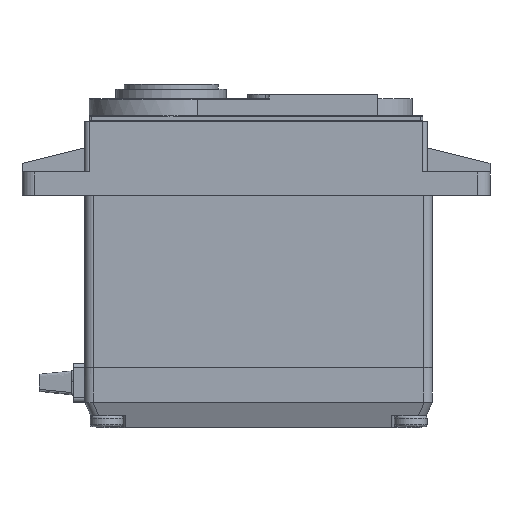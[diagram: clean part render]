
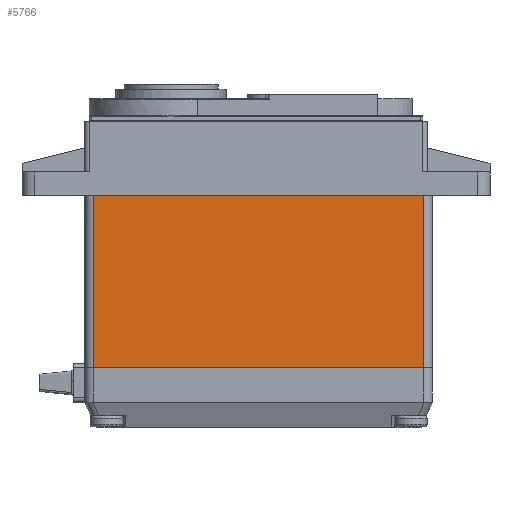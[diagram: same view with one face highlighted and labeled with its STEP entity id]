
A CAD part, front view. The second image highlights one B-rep face of the part: STEP entity #5766.
In plain terms, the highlighted planar face has unit normal (0, -1, 0).
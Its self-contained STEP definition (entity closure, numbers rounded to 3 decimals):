
#420 = DIRECTION ( 'NONE',  ( -1., 0., 0. ) ) ;
#613 = LINE ( 'NONE', #11927, #3297 ) ;
#632 = DIRECTION ( 'NONE',  ( 0., 0., 1. ) ) ;
#1028 = CARTESIAN_POINT ( 'NONE',  ( -18.85, -10., -11.22 ) ) ;
#1239 = LINE ( 'NONE', #2443, #12697 ) ;
#1368 = LINE ( 'NONE', #4456, #9713 ) ;
#1558 = DIRECTION ( 'NONE',  ( 0., 1., 0. ) ) ;
#2443 = CARTESIAN_POINT ( 'NONE',  ( 19.45, -10., -11.2 ) ) ;
#2611 = DIRECTION ( 'NONE',  ( 1., 0., 0. ) ) ;
#2692 = ORIENTED_EDGE ( 'NONE', *, *, #4671, .F. ) ;
#2711 = ORIENTED_EDGE ( 'NONE', *, *, #4536, .F. ) ;
#2859 = VECTOR ( 'NONE', #632, 1000. ) ;
#3297 = VECTOR ( 'NONE', #2611, 1000. ) ;
#3505 = DIRECTION ( 'NONE',  ( -1., 0., 0. ) ) ;
#4456 = CARTESIAN_POINT ( 'NONE',  ( 19.45, -10., -31.18 ) ) ;
#4536 = EDGE_CURVE ( 'NONE', #11831, #10670, #1368, .T. ) ;
#4671 = EDGE_CURVE ( 'NONE', #12075, #11856, #613, .T. ) ;
#5332 = DIRECTION ( 'NONE',  ( 0., 0., -1. ) ) ;
#5431 = EDGE_CURVE ( 'NONE', #10670, #12075, #5926, .T. ) ;
#5598 = CARTESIAN_POINT ( 'NONE',  ( -18.85, -10., -31.18 ) ) ;
#5766 = ADVANCED_FACE ( 'NONE', ( #6465 ), #12677, .F. ) ;
#5926 = LINE ( 'NONE', #9874, #2859 ) ;
#6465 = FACE_OUTER_BOUND ( 'NONE', #9094, .T. ) ;
#8444 = EDGE_CURVE ( 'NONE', #11856, #11831, #1239, .T. ) ;
#8666 = CARTESIAN_POINT ( 'NONE',  ( 19.45, -10., -11.2 ) ) ;
#9094 = EDGE_LOOP ( 'NONE', ( #2711, #10826, #2692, #11760 ) ) ;
#9628 = CARTESIAN_POINT ( 'NONE',  ( 19.45, -10., -11.22 ) ) ;
#9713 = VECTOR ( 'NONE', #420, 1000. ) ;
#9874 = CARTESIAN_POINT ( 'NONE',  ( -18.85, -10., -11.2 ) ) ;
#10670 = VERTEX_POINT ( 'NONE', #5598 ) ;
#10826 = ORIENTED_EDGE ( 'NONE', *, *, #8444, .F. ) ;
#11435 = CARTESIAN_POINT ( 'NONE',  ( 19.45, -10., -31.18 ) ) ;
#11760 = ORIENTED_EDGE ( 'NONE', *, *, #5431, .F. ) ;
#11831 = VERTEX_POINT ( 'NONE', #11435 ) ;
#11856 = VERTEX_POINT ( 'NONE', #9628 ) ;
#11927 = CARTESIAN_POINT ( 'NONE',  ( 19.45, -10., -11.22 ) ) ;
#12075 = VERTEX_POINT ( 'NONE', #1028 ) ;
#12500 = AXIS2_PLACEMENT_3D ( 'NONE', #8666, #1558, #3505 ) ;
#12677 = PLANE ( 'NONE',  #12500 ) ;
#12697 = VECTOR ( 'NONE', #5332, 1000. ) ;
